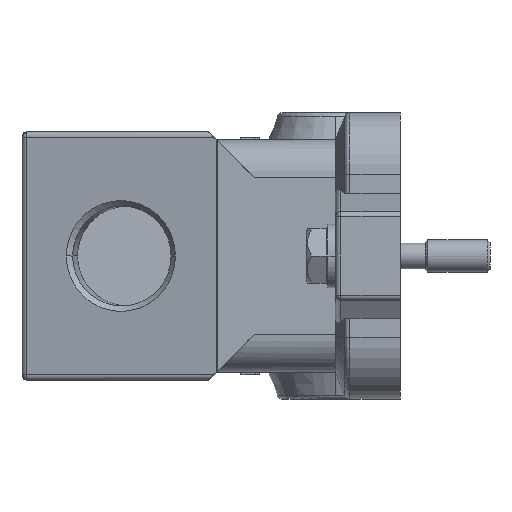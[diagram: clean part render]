
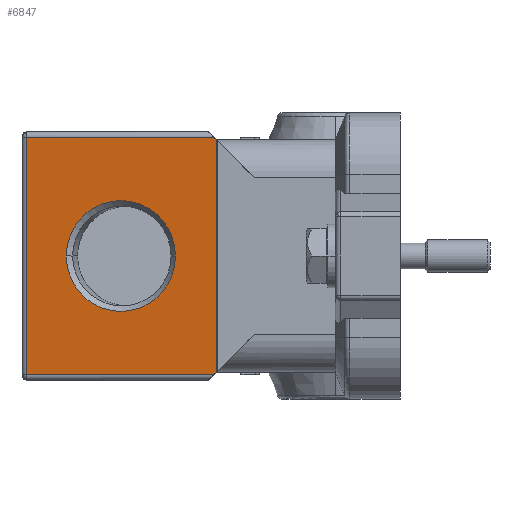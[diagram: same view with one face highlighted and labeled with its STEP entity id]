
A CAD part, left-side view. The second image highlights one B-rep face of the part: STEP entity #6847.
In plain terms, the highlighted planar face has unit normal (-0.985, 0.174, 0).
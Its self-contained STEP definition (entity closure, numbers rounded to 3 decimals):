
#467=DIRECTION('',(-0.174,-0.985,0.));
#468=VECTOR('',#467,35.209);
#469=CARTESIAN_POINT('',(-23.798,69.174,22.));
#470=LINE('',#469,#468);
#478=DIRECTION('',(-0.124,-0.702,0.702));
#479=VECTOR('',#478,0.59);
#480=CARTESIAN_POINT('',(-29.912,34.5,-22.));
#481=LINE('',#480,#479);
#482=DIRECTION('',(0.124,0.702,0.702));
#483=VECTOR('',#482,0.59);
#484=CARTESIAN_POINT('',(-29.985,34.086,21.586));
#485=LINE('',#484,#483);
#486=CARTESIAN_POINT('',(-26.879,51.7,0.));
#487=DIRECTION('',(0.985,-0.174,0.));
#488=DIRECTION('',(-0.174,-0.985,0.));
#489=AXIS2_PLACEMENT_3D('',#486,#487,#488);
#491=CARTESIAN_POINT('',(-26.879,51.7,0.));
#492=DIRECTION('',(0.985,-0.174,0.));
#493=DIRECTION('',(0.174,0.985,0.));
#494=AXIS2_PLACEMENT_3D('',#491,#492,#493);
#496=DIRECTION('',(0.174,0.985,0.));
#497=VECTOR('',#496,35.209);
#498=CARTESIAN_POINT('',(-29.912,34.5,-22.));
#499=LINE('',#498,#497);
#521=DIRECTION('',(0.,0.,1.));
#522=VECTOR('',#521,44.);
#523=CARTESIAN_POINT('',(-23.798,69.174,-22.));
#524=LINE('',#523,#522);
#653=DIRECTION('',(0.,0.,-1.));
#654=VECTOR('',#653,43.172);
#655=CARTESIAN_POINT('',(-29.985,34.086,21.586));
#656=LINE('',#655,#654);
#5182=CARTESIAN_POINT('',(-23.798,69.174,22.));
#5183=CARTESIAN_POINT('',(-29.912,34.5,22.));
#5184=VERTEX_POINT('',#5182);
#5185=VERTEX_POINT('',#5183);
#5197=CARTESIAN_POINT('',(-29.985,34.086,21.586));
#5198=VERTEX_POINT('',#5197);
#5201=CARTESIAN_POINT('',(-29.985,34.086,
-21.586));
#5202=VERTEX_POINT('',#5201);
#5228=CARTESIAN_POINT('',(-29.912,34.5,-22.));
#5229=VERTEX_POINT('',#5228);
#5272=CARTESIAN_POINT('',(-25.099,61.794,
0.));
#5273=CARTESIAN_POINT('',(-28.659,41.606,0.));
#5274=VERTEX_POINT('',#5272);
#5275=VERTEX_POINT('',#5273);
#5286=CARTESIAN_POINT('',(-23.798,69.174,-22.));
#5287=VERTEX_POINT('',#5286);
#6825=CARTESIAN_POINT('',(-23.652,70.,-23.));
#6826=DIRECTION('',(-0.985,0.174,0.));
#6827=DIRECTION('',(-0.174,-0.985,0.));
#6828=AXIS2_PLACEMENT_3D('',#6825,#6826,#6827);
#6829=PLANE('',#6828);
#6830=ORIENTED_EDGE('',*,*,#6633,.F.);
#6832=ORIENTED_EDGE('',*,*,#6831,.T.);
#6834=ORIENTED_EDGE('',*,*,#6833,.T.);
#6835=ORIENTED_EDGE('',*,*,#6814,.T.);
#6836=ORIENTED_EDGE('',*,*,#6570,.F.);
#6838=ORIENTED_EDGE('',*,*,#6837,.T.);
#6839=EDGE_LOOP('',(#6830,#6832,#6834,#6835,#6836,#6838));
#6840=FACE_OUTER_BOUND('',#6839,.F.);
#6842=ORIENTED_EDGE('',*,*,#6841,.F.);
#6844=ORIENTED_EDGE('',*,*,#6843,.F.);
#6845=EDGE_LOOP('',(#6842,#6844));
#6846=FACE_BOUND('',#6845,.F.);
#6847=ADVANCED_FACE('',(#6840,#6846),#6829,.T.);
#490=CIRCLE('',#489,10.25);
#495=CIRCLE('',#494,10.25);
#6570=EDGE_CURVE('',#5198,#5185,#485,.T.);
#6633=EDGE_CURVE('',#5229,#5202,#481,.T.);
#6814=EDGE_CURVE('',#5184,#5185,#470,.T.);
#6831=EDGE_CURVE('',#5229,#5287,#499,.T.);
#6833=EDGE_CURVE('',#5287,#5184,#524,.T.);
#6837=EDGE_CURVE('',#5198,#5202,#656,.T.);
#6841=EDGE_CURVE('',#5275,#5274,#490,.T.);
#6843=EDGE_CURVE('',#5274,#5275,#495,.T.);
